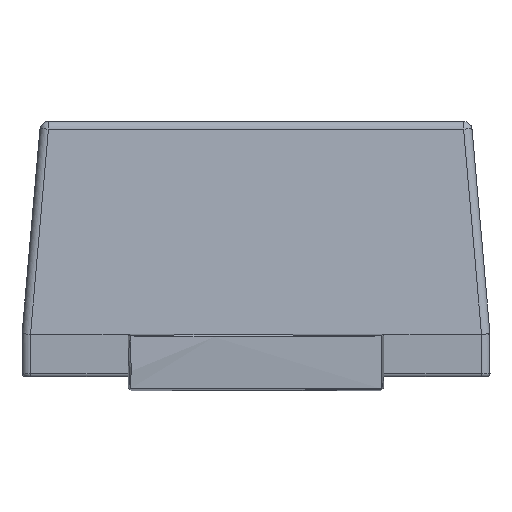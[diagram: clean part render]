
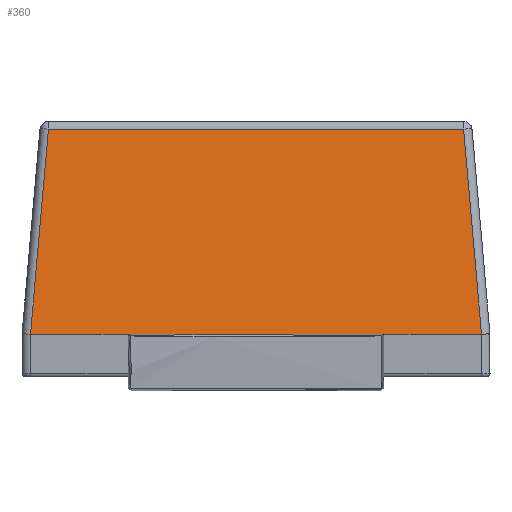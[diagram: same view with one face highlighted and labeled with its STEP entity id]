
A CAD part, left-side view. The second image highlights one B-rep face of the part: STEP entity #360.
In plain terms, the highlighted planar face has unit normal (-0.996, 0, 0.087).
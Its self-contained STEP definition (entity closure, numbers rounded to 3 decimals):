
#30 = DIRECTION ( 'NONE',  ( 0., 1., 0. ) ) ;
#50 = VERTEX_POINT ( 'NONE', #597 ) ;
#101 = DIRECTION ( 'NONE',  ( 0.087, 0., 0.996 ) ) ;
#186 = LINE ( 'NONE', #2541, #1716 ) ;
#249 = VECTOR ( 'NONE', #2361, 1000. ) ;
#308 = PLANE ( 'NONE',  #2325 ) ;
#322 = CARTESIAN_POINT ( 'NONE',  ( -1.329, 0.774, 0.441 ) ) ;
#358 = CARTESIAN_POINT ( 'NONE',  ( -1.35, 0., 0.2 ) ) ;
#360 = ADVANCED_FACE ( 'NONE', ( #2039 ), #308, .T. ) ;
#365 = CARTESIAN_POINT ( 'NONE',  ( -1.35, 0.795, 0.2 ) ) ;
#373 = DIRECTION ( 'NONE',  ( 0., -1., 0. ) ) ;
#376 = VECTOR ( 'NONE', #373, 1000. ) ;
#416 = ORIENTED_EDGE ( 'NONE', *, *, #2148, .F. ) ;
#425 = B_SPLINE_CURVE_WITH_KNOTS ( 'NONE', 3,
 ( #365, #322, #1931, #1319 ),
 .UNSPECIFIED., .F., .F.,
 ( 4, 4 ),
 ( 0., 1. ),
 .UNSPECIFIED. ) ;
#562 = VERTEX_POINT ( 'NONE', #1844 ) ;
#580 = ORIENTED_EDGE ( 'NONE', *, *, #967, .T. ) ;
#597 = CARTESIAN_POINT ( 'NONE',  ( -1.35, -0.795, 0.2 ) ) ;
#617 = LINE ( 'NONE', #819, #2182 ) ;
#734 = EDGE_CURVE ( 'NONE', #2265, #50, #2114, .T. ) ;
#808 = CARTESIAN_POINT ( 'NONE',  ( -1.35, -0.795, 0.2 ) ) ;
#819 = CARTESIAN_POINT ( 'NONE',  ( -1.287, 0., 0.923 ) ) ;
#938 = VECTOR ( 'NONE', #1859, 1000. ) ;
#967 = EDGE_CURVE ( 'NONE', #562, #1249, #1255, .T. ) ;
#1001 = LINE ( 'NONE', #808, #249 ) ;
#1013 = VERTEX_POINT ( 'NONE', #1283 ) ;
#1099 = CARTESIAN_POINT ( 'NONE',  ( -1.35, 0., 0.2 ) ) ;
#1201 = EDGE_CURVE ( 'NONE', #2265, #1249, #186, .T. ) ;
#1249 = VERTEX_POINT ( 'NONE', #1509 ) ;
#1255 = LINE ( 'NONE', #1868, #938 ) ;
#1283 = CARTESIAN_POINT ( 'NONE',  ( -1.287, 0.732, 0.923 ) ) ;
#1319 = CARTESIAN_POINT ( 'NONE',  ( -1.287, 0.732, 0.923 ) ) ;
#1393 = DIRECTION ( 'NONE',  ( 0., 1., 0. ) ) ;
#1509 = CARTESIAN_POINT ( 'NONE',  ( -1.35, 0.44, 0.2 ) ) ;
#1590 = ORIENTED_EDGE ( 'NONE', *, *, #1201, .F. ) ;
#1621 = CARTESIAN_POINT ( 'NONE',  ( -1.287, -0.732, 0.923 ) ) ;
#1623 = EDGE_LOOP ( 'NONE', ( #580, #1590, #2298, #1804, #1924, #416 ) ) ;
#1647 = EDGE_CURVE ( 'NONE', #50, #2107, #1001, .T. ) ;
#1716 = VECTOR ( 'NONE', #1393, 1000. ) ;
#1804 = ORIENTED_EDGE ( 'NONE', *, *, #1647, .T. ) ;
#1844 = CARTESIAN_POINT ( 'NONE',  ( -1.35, 0.795, 0.2 ) ) ;
#1859 = DIRECTION ( 'NONE',  ( 0., -1., 0. ) ) ;
#1868 = CARTESIAN_POINT ( 'NONE',  ( -1.35, 0., 0.2 ) ) ;
#1875 = DIRECTION ( 'NONE',  ( -0.996, 0., 0.087 ) ) ;
#1924 = ORIENTED_EDGE ( 'NONE', *, *, #1956, .T. ) ;
#1931 = CARTESIAN_POINT ( 'NONE',  ( -1.308, 0.753, 0.682 ) ) ;
#1956 = EDGE_CURVE ( 'NONE', #2107, #1013, #617, .T. ) ;
#2039 = FACE_OUTER_BOUND ( 'NONE', #1623, .T. ) ;
#2107 = VERTEX_POINT ( 'NONE', #1621 ) ;
#2114 = LINE ( 'NONE', #358, #376 ) ;
#2148 = EDGE_CURVE ( 'NONE', #562, #1013, #425, .T. ) ;
#2160 = CARTESIAN_POINT ( 'NONE',  ( -1.35, -0.44, 0.2 ) ) ;
#2182 = VECTOR ( 'NONE', #30, 1000. ) ;
#2265 = VERTEX_POINT ( 'NONE', #2160 ) ;
#2298 = ORIENTED_EDGE ( 'NONE', *, *, #734, .T. ) ;
#2325 = AXIS2_PLACEMENT_3D ( 'NONE', #1099, #1875, #101 ) ;
#2361 = DIRECTION ( 'NONE',  ( 0.087, 0.087, 0.992 ) ) ;
#2541 = CARTESIAN_POINT ( 'NONE',  ( -1.35, 0.45, 0.2 ) ) ;
